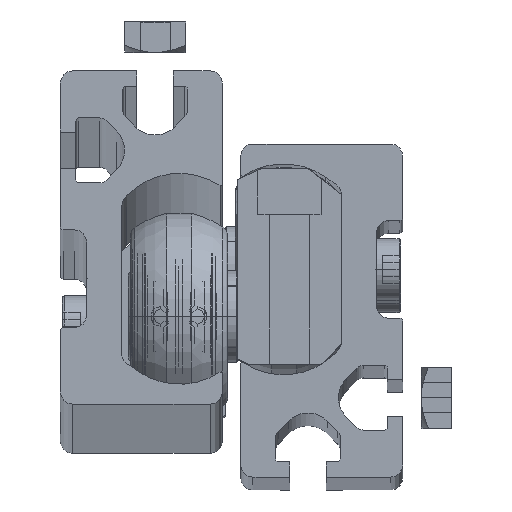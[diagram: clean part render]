
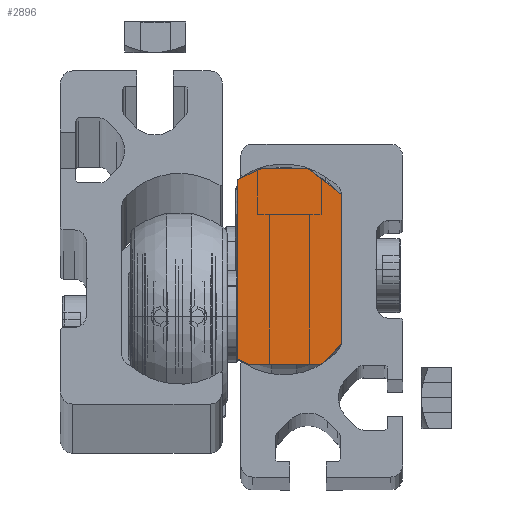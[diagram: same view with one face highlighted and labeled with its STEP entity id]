
A CAD part, top view. The second image highlights one B-rep face of the part: STEP entity #2896.
In plain terms, the highlighted face is planar.
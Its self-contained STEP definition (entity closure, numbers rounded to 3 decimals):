
#48 = VECTOR ( 'NONE', #184, 1000. ) ;
#184 = DIRECTION ( 'NONE',  ( 0., -0.423, -0.906 ) ) ;
#448 = DIRECTION ( 'NONE',  ( 0., -1., 0. ) ) ;
#556 = EDGE_CURVE ( 'NONE', #14498, #4483, #12863, .T. ) ;
#632 = VERTEX_POINT ( 'NONE', #17301 ) ;
#1312 = EDGE_CURVE ( 'NONE', #4483, #8548, #13118, .T. ) ;
#1651 = PLANE ( 'NONE',  #6743 ) ;
#1665 = CARTESIAN_POINT ( 'NONE',  ( -19., 16.5, -4.6 ) ) ;
#2309 = CARTESIAN_POINT ( 'NONE',  ( -19., -12.2, 8.5 ) ) ;
#2896 = ADVANCED_FACE ( 'NONE', ( #10775 ), #1651, .T. ) ;
#3206 = ORIENTED_EDGE ( 'NONE', *, *, #6234, .T. ) ;
#3305 = EDGE_CURVE ( 'NONE', #14498, #632, #9511, .T. ) ;
#3379 = CARTESIAN_POINT ( 'NONE',  ( -19., 14.681, -8.5 ) ) ;
#3780 = CARTESIAN_POINT ( 'NONE',  ( -19., 12.203, 8.5 ) ) ;
#4483 = VERTEX_POINT ( 'NONE', #3379 ) ;
#4570 = DIRECTION ( 'NONE',  ( -1., 0., 0. ) ) ;
#5356 = VERTEX_POINT ( 'NONE', #2309 ) ;
#5395 = LINE ( 'NONE', #20017, #8894 ) ;
#5801 = DIRECTION ( 'NONE',  ( 0., -0.423, 0.906 ) ) ;
#5989 = CARTESIAN_POINT ( 'NONE',  ( -19., 16.5, -4.6 ) ) ;
#6129 = DIRECTION ( 'NONE',  ( 0., 0., 1. ) ) ;
#6234 = EDGE_CURVE ( 'NONE', #8548, #16162, #5395, .T. ) ;
#6370 = EDGE_CURVE ( 'NONE', #11974, #632, #16985, .T. ) ;
#6743 = AXIS2_PLACEMENT_3D ( 'NONE', #14216, #4570, #6129 ) ;
#7073 = VECTOR ( 'NONE', #12611, 1000. ) ;
#7464 = LINE ( 'NONE', #20214, #9525 ) ;
#7665 = DIRECTION ( 'NONE',  ( 0., 0.616, -0.788 ) ) ;
#7686 = LINE ( 'NONE', #14002, #8850 ) ;
#7977 = CARTESIAN_POINT ( 'NONE',  ( -19., -15.5, -6.7 ) ) ;
#8213 = CARTESIAN_POINT ( 'NONE',  ( -19., -15.5, 5.2 ) ) ;
#8480 = CARTESIAN_POINT ( 'NONE',  ( -19., -15.5, 5.2 ) ) ;
#8548 = VERTEX_POINT ( 'NONE', #18084 ) ;
#8850 = VECTOR ( 'NONE', #13693, 1000. ) ;
#8894 = VECTOR ( 'NONE', #5801, 1000. ) ;
#9132 = ORIENTED_EDGE ( 'NONE', *, *, #6370, .T. ) ;
#9192 = EDGE_LOOP ( 'NONE', ( #9132, #13727, #18428, #11404, #3206, #16717, #11080, #19798 ) ) ;
#9511 = LINE ( 'NONE', #20516, #7073 ) ;
#9525 = VECTOR ( 'NONE', #10753, 1000. ) ;
#10347 = EDGE_CURVE ( 'NONE', #16405, #16162, #14425, .T. ) ;
#10753 = DIRECTION ( 'NONE',  ( 0., 1., 0. ) ) ;
#10775 = FACE_OUTER_BOUND ( 'NONE', #9192, .T. ) ;
#10871 = VECTOR ( 'NONE', #7665, 1000. ) ;
#11080 = ORIENTED_EDGE ( 'NONE', *, *, #12659, .F. ) ;
#11404 = ORIENTED_EDGE ( 'NONE', *, *, #1312, .T. ) ;
#11974 = VERTEX_POINT ( 'NONE', #3780 ) ;
#12611 = DIRECTION ( 'NONE',  ( 0., 0., 1. ) ) ;
#12659 = EDGE_CURVE ( 'NONE', #5356, #16405, #7686, .T. ) ;
#12863 = LINE ( 'NONE', #1665, #48 ) ;
#12944 = EDGE_CURVE ( 'NONE', #5356, #11974, #7464, .T. ) ;
#13018 = VECTOR ( 'NONE', #448, 1000. ) ;
#13118 = LINE ( 'NONE', #14694, #13018 ) ;
#13693 = DIRECTION ( 'NONE',  ( 0., -0.707, -0.707 ) ) ;
#13727 = ORIENTED_EDGE ( 'NONE', *, *, #3305, .F. ) ;
#14002 = CARTESIAN_POINT ( 'NONE',  ( -19., -12.2, 8.5 ) ) ;
#14216 = CARTESIAN_POINT ( 'NONE',  ( -19., 1.5, 22.2 ) ) ;
#14425 = LINE ( 'NONE', #8213, #17187 ) ;
#14498 = VERTEX_POINT ( 'NONE', #5989 ) ;
#14694 = CARTESIAN_POINT ( 'NONE',  ( -19., 14.681, -8.5 ) ) ;
#16162 = VERTEX_POINT ( 'NONE', #7977 ) ;
#16393 = DIRECTION ( 'NONE',  ( 0., 0., -1. ) ) ;
#16405 = VERTEX_POINT ( 'NONE', #8480 ) ;
#16717 = ORIENTED_EDGE ( 'NONE', *, *, #10347, .F. ) ;
#16985 = LINE ( 'NONE', #17286, #10871 ) ;
#17187 = VECTOR ( 'NONE', #16393, 1000. ) ;
#17286 = CARTESIAN_POINT ( 'NONE',  ( -19., 12.203, 8.5 ) ) ;
#17301 = CARTESIAN_POINT ( 'NONE',  ( -19., 16.5, 3. ) ) ;
#18084 = CARTESIAN_POINT ( 'NONE',  ( -19., -14.661, -8.5 ) ) ;
#18428 = ORIENTED_EDGE ( 'NONE', *, *, #556, .T. ) ;
#19798 = ORIENTED_EDGE ( 'NONE', *, *, #12944, .T. ) ;
#20017 = CARTESIAN_POINT ( 'NONE',  ( -19., -14.661, -8.5 ) ) ;
#20214 = CARTESIAN_POINT ( 'NONE',  ( -19., -12.2, 8.5 ) ) ;
#20516 = CARTESIAN_POINT ( 'NONE',  ( -19., 16.5, -4.6 ) ) ;
